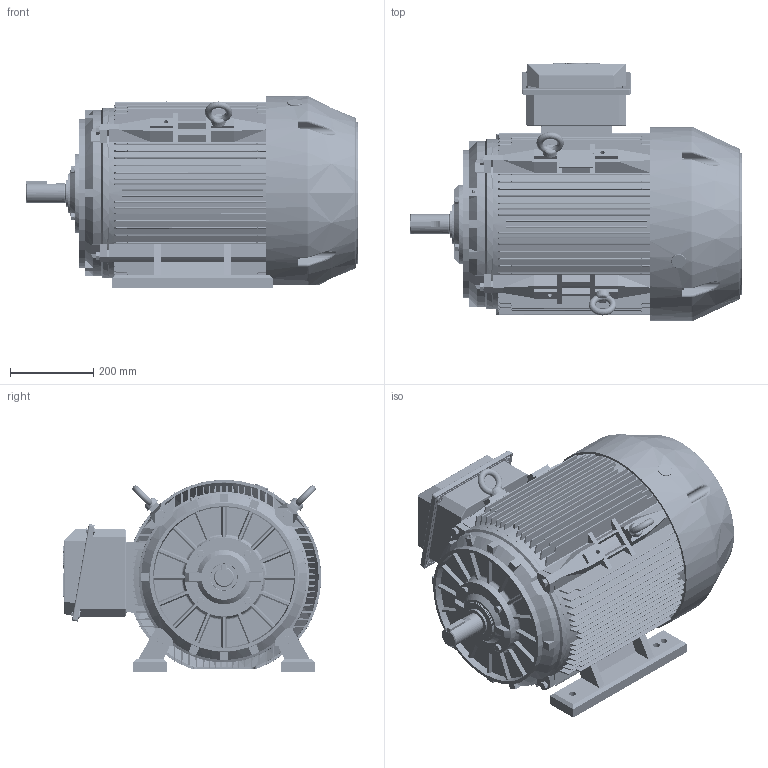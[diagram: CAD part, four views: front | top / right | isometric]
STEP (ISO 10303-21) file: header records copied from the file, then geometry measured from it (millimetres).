
FILE_DESCRIPTION (( 'STEP AP203' ), '1' );
FILE_NAME ('841-365TS 俋倛芞F1.STEP', '2019-04-23T06:38:00', ( 'abc' ), ( '' ), 'SwSTEP 2.0', 'SolidWorks 2008', '' );
FILE_SCHEMA (( 'CONFIG_CONTROL_DESIGN' ));
Products named in the file (31): 365TS转轴_默认; 841-360T 轴承外盖NDE_默认; TC 225 轴承内盖_默认; M12-45_默认; 扣塞_默认; M10-70_默认; TFC360T-座(加高）  -M63_默认; NEMA 360接线盒座、盖垫_默认; 225后端盖螺栓_默认; 迷宫式油封65-90-16_默认; TX 225铸铁风罩3_默认; 841-365TS 俋倛芞F1; 365TS 转子_默认; 6313_默认; TC 225 B3 端盖(后）_默认; TC 225 轴承外盖NDE_默认; TC 225 B3 端盖_默认; 油封65-90-10_默认; TC 225-4P 风叶_默认; 吊环M16_默认; 铜油嘴_默认; 10_默认; 12_默认; TFC 365T 机座_默认; 装配体3_默认; TFC360T-盖_默认; M6-10_默认; 320T-360T接线盒座垫_默认; 320TS 平键_默认; 放油嘴_默认; M8-30_默认
Assembly tree (54 placements, depth 3):
  841-365TS 俋倛芞F1
    M8-30_默认  x4
    12_默认  x4
    10_默认  x4
    TC 225 B3 端盖_默认
    M10-70_默认  x4
    225后端盖螺栓_默认  x4
    320T-360T接线盒座垫_默认
    吊环M16_默认  x2
    扣塞_默认
    M12-45_默认  x4
    TC 225 轴承内盖_默认  x2
    TC 225-4P 风叶_默认
    365TS 转子_默认
      365TS转轴_默认
      6313_默认  x2
    油封65-90-10_默认
    铜油嘴_默认
    TC 225 B3 端盖(后）_默认
    841-360T 轴承外盖NDE_默认
    320TS 平键_默认
    TC 225 轴承外盖NDE_默认
    TX 225铸铁风罩3_默认
    放油嘴_默认
    装配体3_默认
      TFC360T-座(加高）  -M63_默认
      TFC360T-盖_默认
      NEMA 360接线盒座、盖垫_默认
      M6-10_默认  x4
    TFC 365T 机座_默认
    迷宫式油封65-90-16_默认
Bounding box: 798.6 x 621.95 x 462.6 mm (x, y, z)
Volume: 23790891.8 mm3; surface area: 5454671 mm2
Topology: 53 solids, 58 shells, 5366 faces, 14314 edges, 8947 vertices
Faces by surface type: plane 2154, cylinder 1604, torus 851, cone 401, bspline 286, sphere 70
Entity records: 177558 total; most frequent: CARTESIAN_POINT 58218, ORIENTED_EDGE 24740, DIRECTION 23690, EDGE_CURVE 12370, AXIS2_PLACEMENT_3D 9023, VERTEX_POINT 7780, LINE 5644, VECTOR 5644
